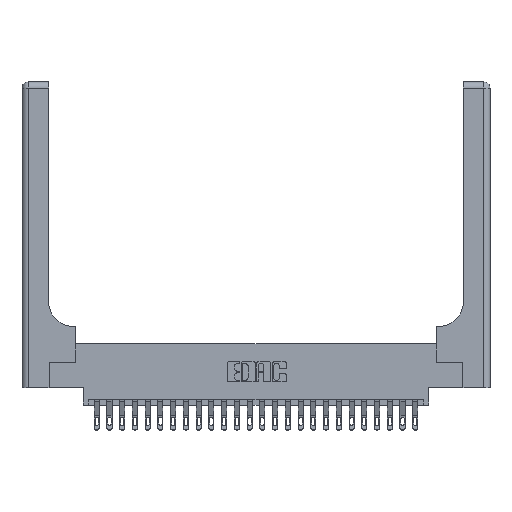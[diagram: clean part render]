
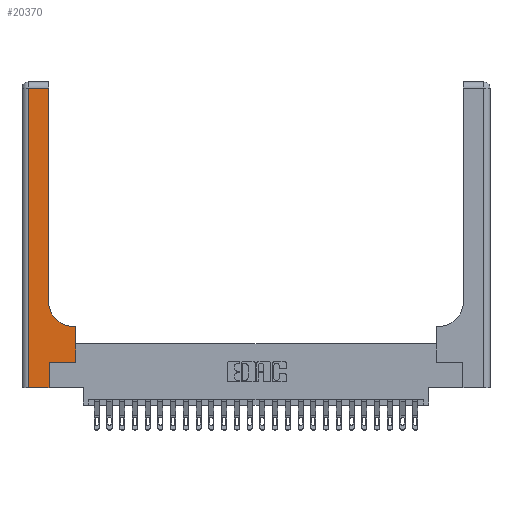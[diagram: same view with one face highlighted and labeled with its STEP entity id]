
A CAD part, top view. The second image highlights one B-rep face of the part: STEP entity #20370.
In plain terms, the highlighted planar face has unit normal (0, 0, 1).
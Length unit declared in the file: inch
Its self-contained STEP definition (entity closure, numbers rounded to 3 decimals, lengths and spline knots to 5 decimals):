
#145 = VERTEX_POINT ( 'NONE', #24370 ) ;
#627 = CARTESIAN_POINT ( 'NONE',  ( 0., 0., 0.37 ) ) ;
#861 = EDGE_CURVE ( 'NONE', #6498, #8224, #15601, .T. ) ;
#902 = EDGE_CURVE ( 'NONE', #8224, #145, #19748, .T. ) ;
#1095 = CARTESIAN_POINT ( 'NONE',  ( 0.265, 0., 0.37 ) ) ;
#1294 = VERTEX_POINT ( 'NONE', #18616 ) ;
#1381 = VECTOR ( 'NONE', #7903, 39.37008 ) ;
#2253 = CARTESIAN_POINT ( 'NONE',  ( 0.26, 3., 0.37 ) ) ;
#2312 = CARTESIAN_POINT ( 'NONE',  ( 0.51, 0.6, 0.37 ) ) ;
#2788 = ORIENTED_EDGE ( 'NONE', *, *, #19462, .T. ) ;
#2812 = LINE ( 'NONE', #12888, #3812 ) ;
#3085 = CARTESIAN_POINT ( 'NONE',  ( 0.06, 2.94, 0.37 ) ) ;
#3780 = AXIS2_PLACEMENT_3D ( 'NONE', #5706, #13478, #11059 ) ;
#3812 = VECTOR ( 'NONE', #20420, 39.37008 ) ;
#4086 = EDGE_CURVE ( 'NONE', #1294, #19401, #24090, .T. ) ;
#4789 = CARTESIAN_POINT ( 'NONE',  ( 0., 2.94, 0.37 ) ) ;
#5706 = CARTESIAN_POINT ( 'NONE',  ( 0.51, 0.85, 0.37 ) ) ;
#6498 = VERTEX_POINT ( 'NONE', #2312 ) ;
#6623 = VECTOR ( 'NONE', #17937, 39.37008 ) ;
#6846 = ORIENTED_EDGE ( 'NONE', *, *, #861, .T. ) ;
#7635 = FACE_OUTER_BOUND ( 'NONE', #18988, .T. ) ;
#7903 = DIRECTION ( 'NONE',  ( 0., 1., 0. ) ) ;
#8049 = CARTESIAN_POINT ( 'NONE',  ( 0.26, 0.6, 0.37 ) ) ;
#8224 = VERTEX_POINT ( 'NONE', #11844 ) ;
#8411 = LINE ( 'NONE', #627, #24459 ) ;
#8601 = AXIS2_PLACEMENT_3D ( 'NONE', #23477, #23343, #17334 ) ;
#9094 = CARTESIAN_POINT ( 'NONE',  ( 0.528, 0.25, 0.37 ) ) ;
#9411 = CARTESIAN_POINT ( 'NONE',  ( 0.528, 0.6, 0.37 ) ) ;
#9822 = LINE ( 'NONE', #11866, #1381 ) ;
#10104 = DIRECTION ( 'NONE',  ( -1., 0., 0. ) ) ;
#10612 = VECTOR ( 'NONE', #10104, 39.37008 ) ;
#11059 = DIRECTION ( 'NONE',  ( 1., 0., 0. ) ) ;
#11472 = PLANE ( 'NONE',  #8601 ) ;
#11727 = CARTESIAN_POINT ( 'NONE',  ( 0.265, 0.25, 0.37 ) ) ;
#11844 = CARTESIAN_POINT ( 'NONE',  ( 0.26, 0.85, 0.37 ) ) ;
#11866 = CARTESIAN_POINT ( 'NONE',  ( 0.528, 0.25, 0.37 ) ) ;
#12004 = ORIENTED_EDGE ( 'NONE', *, *, #15231, .T. ) ;
#12888 = CARTESIAN_POINT ( 'NONE',  ( 0.265, 0.25, 0.37 ) ) ;
#13478 = DIRECTION ( 'NONE',  ( 0., 0., -1. ) ) ;
#13706 = ORIENTED_EDGE ( 'NONE', *, *, #18284, .T. ) ;
#14111 = ORIENTED_EDGE ( 'NONE', *, *, #19910, .T. ) ;
#14148 = EDGE_CURVE ( 'NONE', #17491, #20073, #15807, .T. ) ;
#14876 = VERTEX_POINT ( 'NONE', #9094 ) ;
#15231 = EDGE_CURVE ( 'NONE', #19401, #14876, #2812, .T. ) ;
#15564 = EDGE_CURVE ( 'NONE', #14876, #23340, #9822, .T. ) ;
#15601 = CIRCLE ( 'NONE', #3780, 0.25 ) ;
#15807 = LINE ( 'NONE', #23735, #22354 ) ;
#16257 = VECTOR ( 'NONE', #16520, 39.37008 ) ;
#16520 = DIRECTION ( 'NONE',  ( -1., 0., 0. ) ) ;
#17334 = DIRECTION ( 'NONE',  ( -1., 0., 0. ) ) ;
#17491 = VERTEX_POINT ( 'NONE', #3085 ) ;
#17720 = DIRECTION ( 'NONE',  ( 0., -1., 0. ) ) ;
#17937 = DIRECTION ( 'NONE',  ( 0., 1., 0. ) ) ;
#18284 = EDGE_CURVE ( 'NONE', #145, #17491, #20354, .T. ) ;
#18616 = CARTESIAN_POINT ( 'NONE',  ( 0.265, 0., 0.37 ) ) ;
#18786 = ORIENTED_EDGE ( 'NONE', *, *, #4086, .T. ) ;
#18988 = EDGE_LOOP ( 'NONE', ( #19681, #13706, #20471, #2788, #18786, #12004, #22132, #14111, #6846 ) ) ;
#19281 = VECTOR ( 'NONE', #24210, 39.37008 ) ;
#19401 = VERTEX_POINT ( 'NONE', #11727 ) ;
#19462 = EDGE_CURVE ( 'NONE', #20073, #1294, #8411, .T. ) ;
#19552 = LINE ( 'NONE', #8049, #10612 ) ;
#19681 = ORIENTED_EDGE ( 'NONE', *, *, #902, .T. ) ;
#19748 = LINE ( 'NONE', #2253, #6623 ) ;
#19910 = EDGE_CURVE ( 'NONE', #23340, #6498, #19552, .T. ) ;
#20073 = VERTEX_POINT ( 'NONE', #24371 ) ;
#20354 = LINE ( 'NONE', #4789, #16257 ) ;
#20370 = ADVANCED_FACE ( 'NONE', ( #7635 ), #11472, .F. ) ;
#20420 = DIRECTION ( 'NONE',  ( 1., 0., 0. ) ) ;
#20471 = ORIENTED_EDGE ( 'NONE', *, *, #14148, .T. ) ;
#22132 = ORIENTED_EDGE ( 'NONE', *, *, #15564, .T. ) ;
#22354 = VECTOR ( 'NONE', #17720, 39.37008 ) ;
#23340 = VERTEX_POINT ( 'NONE', #9411 ) ;
#23343 = DIRECTION ( 'NONE',  ( 0., 0., -1. ) ) ;
#23477 = CARTESIAN_POINT ( 'NONE',  ( 0., 3., 0.37 ) ) ;
#23604 = DIRECTION ( 'NONE',  ( 1., 0., 0. ) ) ;
#23735 = CARTESIAN_POINT ( 'NONE',  ( 0.06, 3., 0.37 ) ) ;
#24090 = LINE ( 'NONE', #1095, #19281 ) ;
#24210 = DIRECTION ( 'NONE',  ( 0., 1., 0. ) ) ;
#24370 = CARTESIAN_POINT ( 'NONE',  ( 0.26, 2.94, 0.37 ) ) ;
#24371 = CARTESIAN_POINT ( 'NONE',  ( 0.06, 0., 0.37 ) ) ;
#24459 = VECTOR ( 'NONE', #23604, 39.37008 ) ;
